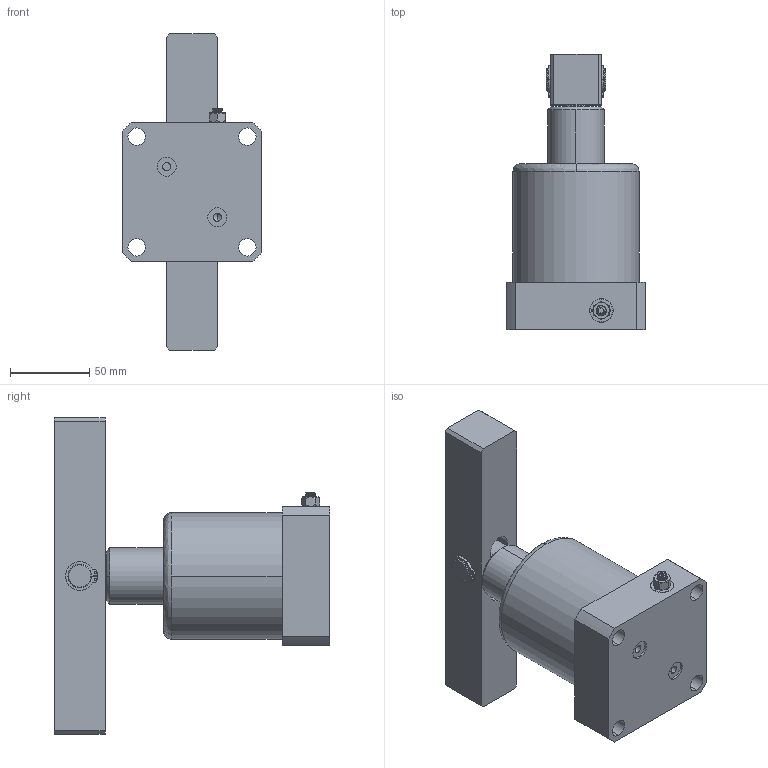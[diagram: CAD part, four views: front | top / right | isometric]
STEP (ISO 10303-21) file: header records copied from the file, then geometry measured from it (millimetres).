
FILE_DESCRIPTION (( 'STEP AP203' ), '1' );
FILE_NAME ('chs-mf63d_asm.STEP', '2019-05-06T02:11:35', ( '' ), ( '' ), 'SwSTEP 2.0', 'SolidWorks 2017', '' );
FILE_SCHEMA (( 'CONFIG_CONTROL_DESIGN' ));
Length unit declared in the file: millimetre
Products named in the file (10): 傻种; CHS-MF40-TXF-02; CHS-TXF-01; CHS-MF40-TXF-03; CHS-63D活塞杆_4; CHS-MF63-03; 縐銅; chs-mf63d_asm; M6; CHS-63D-01_2
Assembly tree (10 placements, depth 2):
  chs-mf63d_asm
    CHS-MF63-03
    CHS-63D-01_2
    CHS-TXF-01
    CHS-MF40-TXF-03
    CHS-MF40-TXF-02
    M6
    CHS-63D活塞杆_4
    傻种
    縐銅  x2
Bounding box: 88 x 174 x 200 mm (x, y, z)
Volume: 729070.3 mm3; surface area: 126512.5 mm2
Topology: 11 solids, 11 shells, 394 faces, 1006 edges, 647 vertices
Faces by surface type: cylinder 205, plane 94, cone 62, bspline 33
Entity records: 21836 total; most frequent: CARTESIAN_POINT 12239, ORIENTED_EDGE 1860, DIRECTION 1619, EDGE_CURVE 930, AXIS2_PLACEMENT_3D 636, VERTEX_POINT 607, EDGE_LOOP 431, FACE_OUTER_BOUND 372
